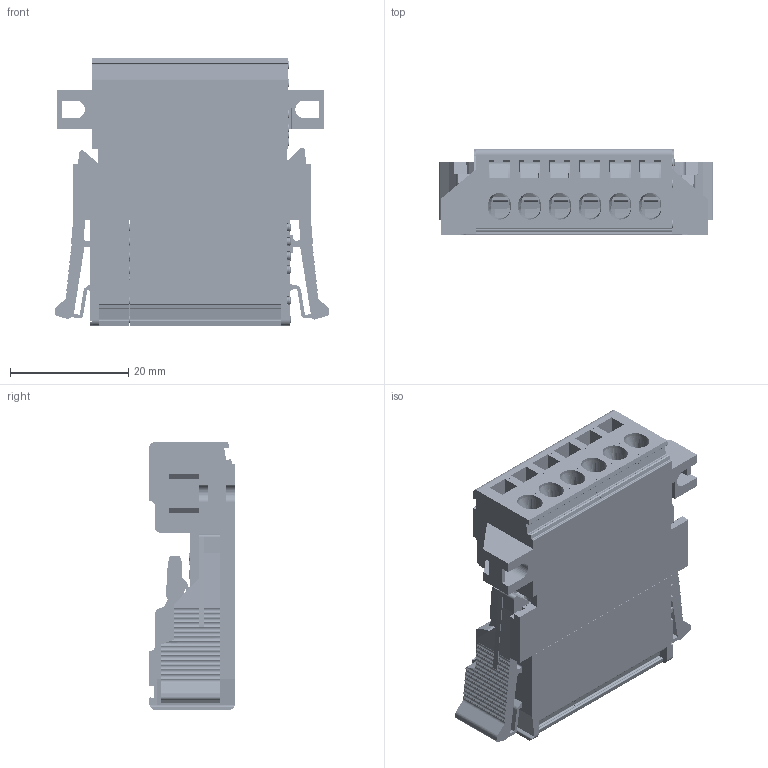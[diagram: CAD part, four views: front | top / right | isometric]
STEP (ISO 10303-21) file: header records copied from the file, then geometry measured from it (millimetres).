
FILE_DESCRIPTION(/* description */ ('Unknown'),/* implementation_level */ '2;1');
FILE_NAME(/* name */ 'DPSC5_08_6W_3D_MODEL_SOLID',/* time_stamp */ '2025-08-08T09:31:08+05:00',/* author */ ('Unknown'),/* organization */ ('Unknown'),/* preprocessor_version */ 'ST-DEVELOPER v16.7',/* originating_system */ 'Solid Edge',/* authorisation */ 'Unknown');
FILE_SCHEMA (('AUTOMOTIVE_DESIGN {1 0 10303 214 3 1 1}'));
Products named in the file (1): DPSC5_08_6W_3D_MODEL_SOLID
Bounding box: 46.41 x 14.5 x 45.17 mm (x, y, z)
Volume: 13484.3 mm3; surface area: 27534.2 mm2
Topology: 1 solids, 93 shells, 10841 faces, 29729 edges, 19608 vertices
Faces by surface type: plane 6675, cylinder 2193, bspline 1502, torus 269, cone 188, sphere 14
Full cylindrical faces by diameter (mm): 0.6 x27, 0.8 x49, 1.2 x10, 1.3 x182, 1.5 x26, 1.8 x6, 2.9 x5, 3.7 x6
Entity records: 453099 total; most frequent: CARTESIAN_POINT 112889, ORIENTED_EDGE 57244, DIRECTION 48777, EDGE_CURVE 28622, LINE 20117, VECTOR 20117, VERTEX_POINT 19334, AXIS2_PLACEMENT_3D 14330
